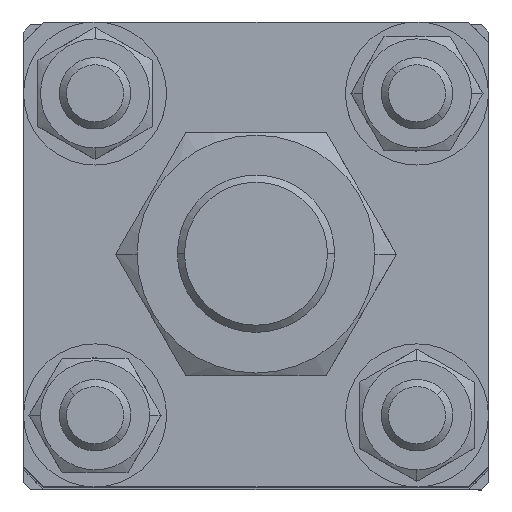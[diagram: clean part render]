
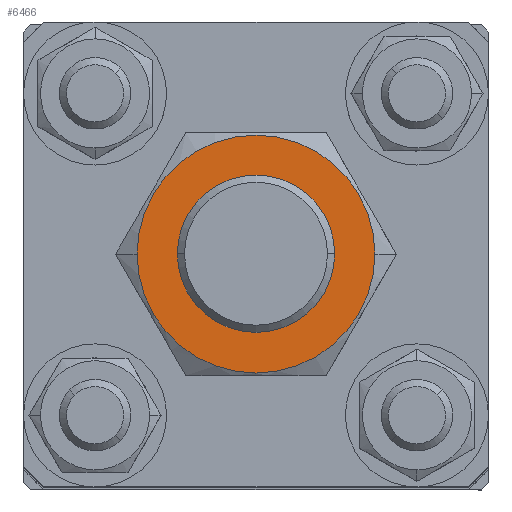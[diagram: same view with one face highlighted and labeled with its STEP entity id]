
A CAD part, top view. The second image highlights one B-rep face of the part: STEP entity #6466.
In plain terms, the highlighted planar face has unit normal (0, 0, 1).
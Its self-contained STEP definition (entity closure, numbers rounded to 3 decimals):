
#26 = EDGE_LOOP ( 'NONE', ( #239, #240 ) ) ;
#75 = EDGE_LOOP ( 'NONE', ( #237, #238 ) ) ;
#95 = VERTEX_POINT ( 'NONE', #6754 ) ;
#148 = VERTEX_POINT ( 'NONE', #6746 ) ;
#237 = ORIENTED_EDGE ( 'NONE', *, *, #7386, .T. ) ;
#238 = ORIENTED_EDGE ( 'NONE', *, *, #7422, .T. ) ;
#239 = ORIENTED_EDGE ( 'NONE', *, *, #7394, .F. ) ;
#240 = ORIENTED_EDGE ( 'NONE', *, *, #7423, .F. ) ;
#393 = VERTEX_POINT ( 'NONE', #6751 ) ;
#898 = AXIS2_PLACEMENT_3D ( 'NONE', #3867, #3868, #3869 ) ;
#902 = AXIS2_PLACEMENT_3D ( 'NONE', #3889, #3890, #3891 ) ;
#906 = AXIS2_PLACEMENT_3D ( 'NONE', #1334, #1335, #1336 ) ;
#907 = AXIS2_PLACEMENT_3D ( 'NONE', #1337, #1338, #1339 ) ;
#1334 = CARTESIAN_POINT ( 'NONE',  ( 0., 0., 0. ) ) ;
#1335 = DIRECTION ( 'NONE',  ( 0., 0., -1. ) ) ;
#1336 = DIRECTION ( 'NONE',  ( 1., 0., 0. ) ) ;
#1337 = CARTESIAN_POINT ( 'NONE',  ( 0., 0., 0. ) ) ;
#1338 = DIRECTION ( 'NONE',  ( 0., 0., -1. ) ) ;
#1339 = DIRECTION ( 'NONE',  ( -1., 0., 0. ) ) ;
#2523 = FACE_OUTER_BOUND ( 'NONE', #26, .T. ) ;
#2535 = FACE_BOUND ( 'NONE', #75, .T. ) ;
#2821 = CIRCLE ( 'NONE', #898, 10.747 ) ;
#2830 = CIRCLE ( 'NONE', #902, 16.625 ) ;
#2860 = CIRCLE ( 'NONE', #906, 10.747 ) ;
#2861 = CIRCLE ( 'NONE', #907, 16.625 ) ;
#3867 = CARTESIAN_POINT ( 'NONE',  ( 0., 0., 0. ) ) ;
#3868 = DIRECTION ( 'NONE',  ( 0., 0., -1. ) ) ;
#3869 = DIRECTION ( 'NONE',  ( 1., 0., 0. ) ) ;
#3889 = CARTESIAN_POINT ( 'NONE',  ( 0., 0., 0. ) ) ;
#3890 = DIRECTION ( 'NONE',  ( 0., 0., -1. ) ) ;
#3891 = DIRECTION ( 'NONE',  ( -1., 0., 0. ) ) ;
#5045 = VERTEX_POINT ( 'NONE', #7313 ) ;
#5847 = CARTESIAN_POINT ( 'NONE',  ( 9.815, -17., 0. ) ) ;
#5853 = PLANE ( 'NONE',  #8049 ) ;
#5855 = DIRECTION ( 'NONE',  ( 0., 0., 1. ) ) ;
#5856 = DIRECTION ( 'NONE',  ( 1., 0., 0. ) ) ;
#6466 = ADVANCED_FACE ( 'NONE', ( #2535, #2523 ), #5853, .T. ) ;
#6746 = CARTESIAN_POINT ( 'NONE',  ( -10.747, 0., 0. ) ) ;
#6751 = CARTESIAN_POINT ( 'NONE',  ( -16.625, 0., 0. ) ) ;
#6754 = CARTESIAN_POINT ( 'NONE',  ( 10.747, 0., 0. ) ) ;
#7313 = CARTESIAN_POINT ( 'NONE',  ( 16.625, 0., 0. ) ) ;
#7386 = EDGE_CURVE ( 'NONE', #95, #148, #2821, .T. ) ;
#7394 = EDGE_CURVE ( 'NONE', #393, #5045, #2830, .T. ) ;
#7422 = EDGE_CURVE ( 'NONE', #148, #95, #2860, .T. ) ;
#7423 = EDGE_CURVE ( 'NONE', #5045, #393, #2861, .T. ) ;
#8049 = AXIS2_PLACEMENT_3D ( 'NONE', #5847, #5855, #5856 ) ;
